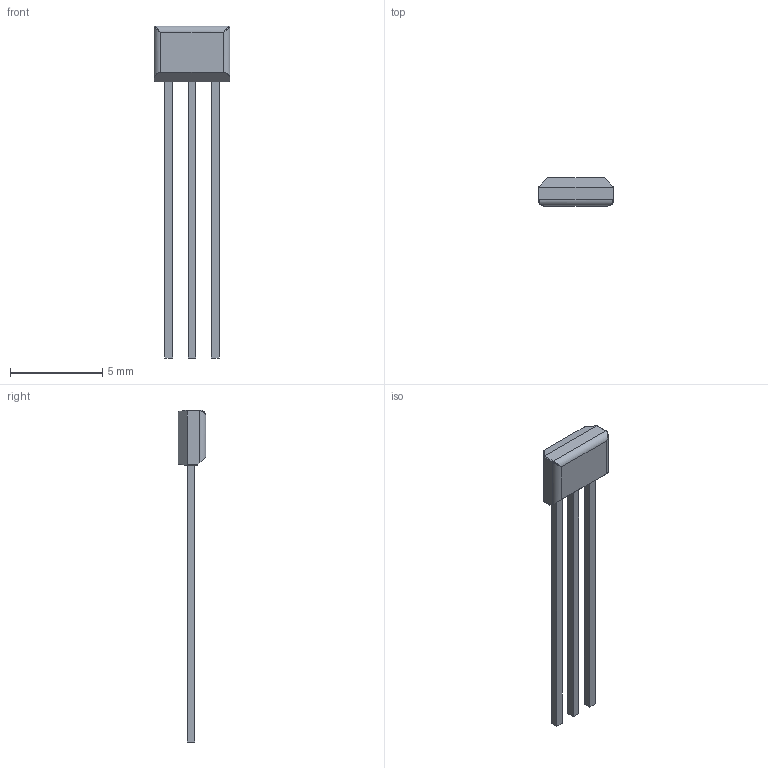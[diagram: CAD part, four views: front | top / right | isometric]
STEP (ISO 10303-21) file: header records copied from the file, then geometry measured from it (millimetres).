
FILE_DESCRIPTION(/* description */ (''),/* implementation_level */ '2;1');
FILE_NAME(/* name */ 'SIP-3.step',/* time_stamp */ '2022-07-01T14:59:16-07:00',/* author */ (''),/* organization */ (''),/* preprocessor_version */ 'ST-DEVELOPER v19',/* originating_system */ 'Autodesk Translation Framework v11.7.0.108',/* authorisation */ '');
FILE_SCHEMA (('AUTOMOTIVE_DESIGN { 1 0 10303 214 3 1 1 }'));
Length unit declared in the file: millimetre
Products named in the file (1): A1325-PTH
Bounding box: 4.12 x 1.52 x 18.02 mm (x, y, z)
Volume: 25.2 mm3; surface area: 117.4 mm2
Topology: 4 solids, 4 shells, 42 faces, 98 edges, 62 vertices
Faces by surface type: plane 29, cylinder 11, bspline 2
Entity records: 1286 total; most frequent: CARTESIAN_POINT 283, DIRECTION 196, ORIENTED_EDGE 192, EDGE_CURVE 96, LINE 70, VECTOR 70, AXIS2_PLACEMENT_3D 63, VERTEX_POINT 62
